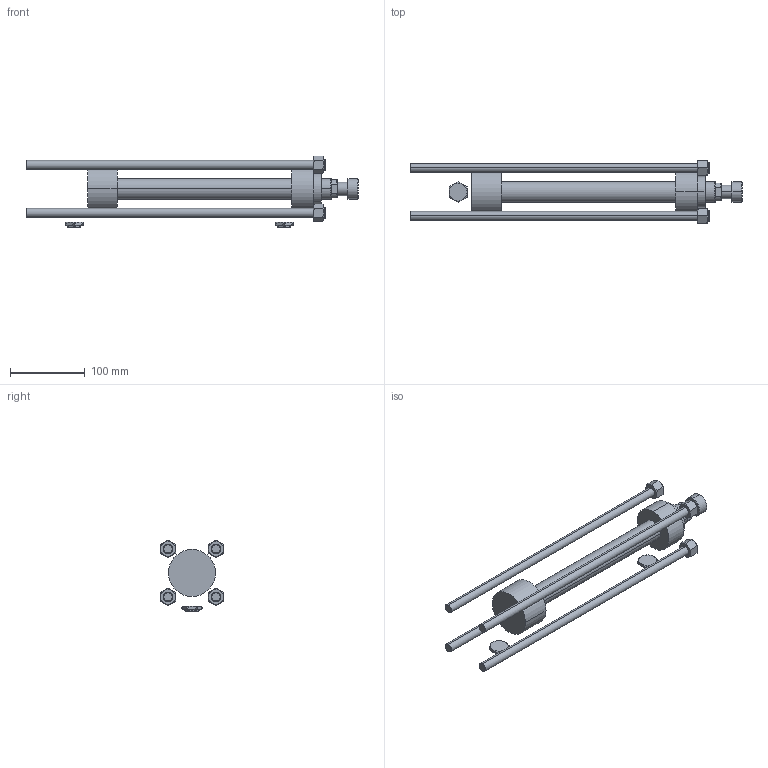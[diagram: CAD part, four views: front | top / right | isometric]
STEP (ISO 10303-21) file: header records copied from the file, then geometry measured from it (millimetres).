
FILE_DESCRIPTION (( 'STEP AP203' ), '1' );
FILE_NAME ('a81c.STEP', '2023-08-22T23:25:24', ( '' ), ( '' ), 'SwSTEP 2.0', 'SolidWorks 2019', '' );
FILE_SCHEMA (( 'CONFIG_CONTROL_DESIGN' ));
Length unit declared in the file: millimetre
Products named in the file (8): CR025_012_A_0_G_A_G_M_020_+#_##_TYCINKA 097200090a0f98778f1a7a1eea20f7cd; V215_VC_A 097200090a0f98778f1a7a1eea20f7cd; V215CR_BODY_A 097200090a0f98778f1a7a1eea20f7cd; Zatka_pro_OIL_PORT 097200090a0f98778f1a7a1eea20f7cd; NUT_M5 097200090a0f98778f1a7a1eea20f7cd; a81c; V215CR_VCP 097200090a0f98778f1a7a1eea20f7cd; V215CR_ROD_END_F 097200090a0f98778f1a7a1eea20f7cd
Assembly tree (14 placements, depth 2):
  a81c
    V215CR_BODY_A 097200090a0f98778f1a7a1eea20f7cd
    CR025_012_A_0_G_A_G_M_020_+#_##_TYCINKA 097200090a0f98778f1a7a1eea20f7cd  x4
    NUT_M5 097200090a0f98778f1a7a1eea20f7cd  x4
    V215CR_VCP 097200090a0f98778f1a7a1eea20f7cd
    V215_VC_A 097200090a0f98778f1a7a1eea20f7cd
    V215CR_ROD_END_F 097200090a0f98778f1a7a1eea20f7cd
    Zatka_pro_OIL_PORT 097200090a0f98778f1a7a1eea20f7cd  x2
Bounding box: 445 x 84.43 x 95.77 mm (x, y, z)
Volume: 576510 mm3; surface area: 132400.1 mm2
Topology: 13 solids, 13 shells, 307 faces, 652 edges, 383 vertices
Faces by surface type: cone 142, plane 107, cylinder 46, torus 12
Entity records: 52320 total; most frequent: CARTESIAN_POINT 27667, ORIENTED_EDGE 5520, DIRECTION 3564, EDGE_CURVE 2760, VERTEX_POINT 1806, LINE 1638, VECTOR 1638, EDGE_LOOP 1222
